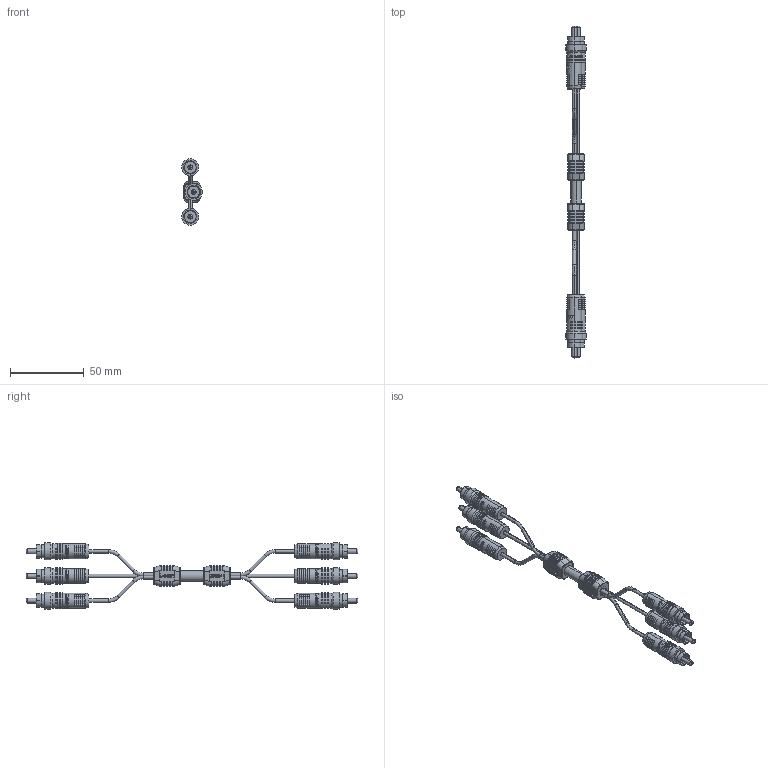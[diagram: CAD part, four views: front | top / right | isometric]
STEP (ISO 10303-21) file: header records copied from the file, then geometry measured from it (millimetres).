
FILE_DESCRIPTION (( 'STEP AP203' ), '1' );
FILE_NAME ('CVR3MM-2.STEP', '2006-07-20T16:27:10', ( 'L-COM' ), ( 'L-COM' ), 'SwSTEP 2.0', 'SolidWorks 2006004', '' );
FILE_SCHEMA (( 'CONFIG_CONTROL_DESIGN' ));
Length unit declared in the file: inch
Products named in the file (5): MTN-005; MTN-066; 3AB03-010-MA1; CVR3MM-2-MA3; CVR3MM-2
Assembly tree (15 placements, depth 2):
  CVR3MM-2
    MTN-005  x6
    CVR3MM-2-MA3
    3AB03-010-MA1  x6
    MTN-066  x2
Bounding box: 13.87 x 225.27 x 44.96 mm (x, y, z)
Volume: 22930.2 mm3; surface area: 17619.7 mm2
Topology: 15 solids, 15 shells, 2334 faces, 6184 edges, 4000 vertices
Faces by surface type: plane 1248, cylinder 630, bspline 292, cone 120, torus 44
Entity records: 29268 total; most frequent: CARTESIAN_POINT 14048, ORIENTED_EDGE 3206, DIRECTION 2705, EDGE_CURVE 1603, VERTEX_POINT 1034, AXIS2_PLACEMENT_3D 923, VECTOR 859, LINE 859
